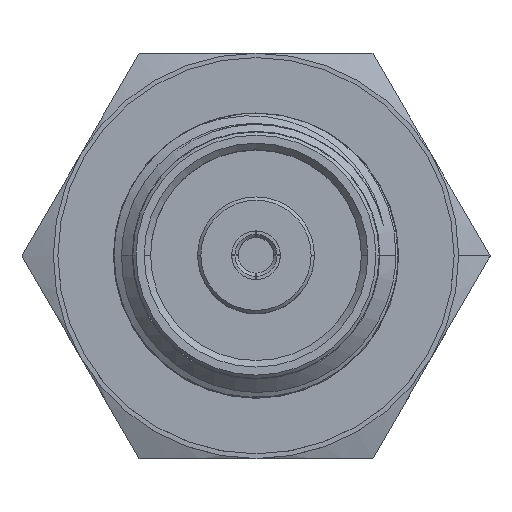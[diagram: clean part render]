
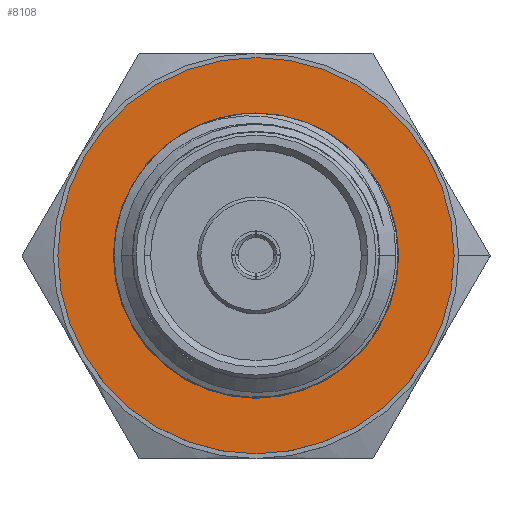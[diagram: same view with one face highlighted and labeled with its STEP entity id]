
A CAD part, top view. The second image highlights one B-rep face of the part: STEP entity #8108.
In plain terms, the highlighted planar face has unit normal (0, 0, 1).
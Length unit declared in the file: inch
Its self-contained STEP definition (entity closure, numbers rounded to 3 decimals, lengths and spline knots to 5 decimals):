
#874 = EDGE_CURVE ( 'NONE', #18783, #5798, #5109, .T. ) ;
#1262 = EDGE_CURVE ( 'NONE', #18091, #10876, #24004, .T. ) ;
#1651 = DIRECTION ( 'NONE',  ( 1., 0., 0. ) ) ;
#2314 = DIRECTION ( 'NONE',  ( 1., 0., 0. ) ) ;
#2633 = CIRCLE ( 'NONE', #12399, 0.3055 ) ;
#3006 = CARTESIAN_POINT ( 'NONE',  ( -0.22, 0., 0.05 ) ) ;
#4595 = CIRCLE ( 'NONE', #11235, 0.22 ) ;
#4786 = FACE_OUTER_BOUND ( 'NONE', #23816, .T. ) ;
#5109 = CIRCLE ( 'NONE', #15985, 0.22 ) ;
#5528 = ORIENTED_EDGE ( 'NONE', *, *, #5812, .T. ) ;
#5798 = VERTEX_POINT ( 'NONE', #17182 ) ;
#5812 = EDGE_CURVE ( 'NONE', #10876, #18091, #2633, .T. ) ;
#6026 = DIRECTION ( 'NONE',  ( 0., 0., 1. ) ) ;
#6103 = DIRECTION ( 'NONE',  ( 0., 0., 1. ) ) ;
#6200 = EDGE_LOOP ( 'NONE', ( #17514, #14571 ) ) ;
#6356 = CARTESIAN_POINT ( 'NONE',  ( 0., 0., 0.05 ) ) ;
#6451 = CARTESIAN_POINT ( 'NONE',  ( 0., 0., 0.05 ) ) ;
#7423 = DIRECTION ( 'NONE',  ( 1., 0., 0. ) ) ;
#8108 = ADVANCED_FACE ( 'NONE', ( #15955, #4786 ), #8353, .T. ) ;
#8353 = PLANE ( 'NONE',  #19364 ) ;
#8422 = ORIENTED_EDGE ( 'NONE', *, *, #1262, .T. ) ;
#9072 = CARTESIAN_POINT ( 'NONE',  ( 0., 0., 0.05 ) ) ;
#9328 = CARTESIAN_POINT ( 'NONE',  ( 0., 0., 0.05 ) ) ;
#10025 = DIRECTION ( 'NONE',  ( 1., 0., 0. ) ) ;
#10876 = VERTEX_POINT ( 'NONE', #17633 ) ;
#11235 = AXIS2_PLACEMENT_3D ( 'NONE', #9072, #17012, #7423 ) ;
#12399 = AXIS2_PLACEMENT_3D ( 'NONE', #9328, #15269, #1651 ) ;
#14571 = ORIENTED_EDGE ( 'NONE', *, *, #19923, .F. ) ;
#14572 = DIRECTION ( 'NONE',  ( 1., 0., 0. ) ) ;
#15269 = DIRECTION ( 'NONE',  ( 0., 0., 1. ) ) ;
#15955 = FACE_BOUND ( 'NONE', #6200, .T. ) ;
#15985 = AXIS2_PLACEMENT_3D ( 'NONE', #6451, #6103, #14572 ) ;
#16454 = DIRECTION ( 'NONE',  ( 0., 0., 1. ) ) ;
#17012 = DIRECTION ( 'NONE',  ( 0., 0., 1. ) ) ;
#17182 = CARTESIAN_POINT ( 'NONE',  ( 0.22, 0., 0.05 ) ) ;
#17514 = ORIENTED_EDGE ( 'NONE', *, *, #874, .F. ) ;
#17633 = CARTESIAN_POINT ( 'NONE',  ( 0.3055, 0., 0.05 ) ) ;
#18091 = VERTEX_POINT ( 'NONE', #20728 ) ;
#18783 = VERTEX_POINT ( 'NONE', #3006 ) ;
#19364 = AXIS2_PLACEMENT_3D ( 'NONE', #20330, #16454, #2314 ) ;
#19923 = EDGE_CURVE ( 'NONE', #5798, #18783, #4595, .T. ) ;
#20330 = CARTESIAN_POINT ( 'NONE',  ( 0., 0., 0.05 ) ) ;
#20448 = AXIS2_PLACEMENT_3D ( 'NONE', #6356, #6026, #10025 ) ;
#20728 = CARTESIAN_POINT ( 'NONE',  ( -0.3055, 0., 0.05 ) ) ;
#23816 = EDGE_LOOP ( 'NONE', ( #8422, #5528 ) ) ;
#24004 = CIRCLE ( 'NONE', #20448, 0.3055 ) ;
